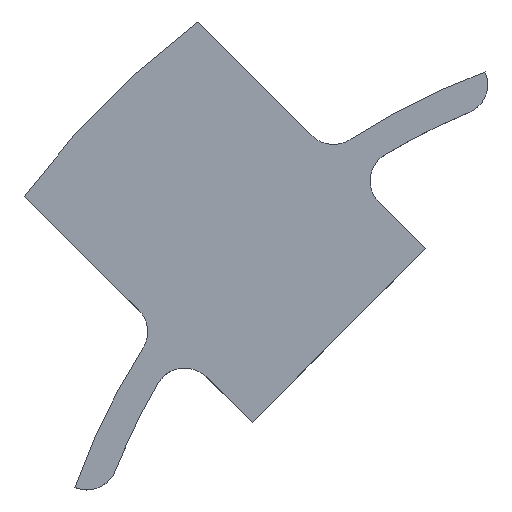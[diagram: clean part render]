
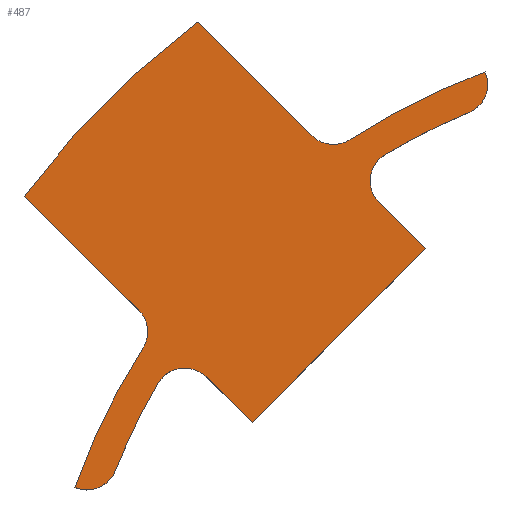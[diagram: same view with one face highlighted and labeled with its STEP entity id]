
A CAD part, top view. The second image highlights one B-rep face of the part: STEP entity #487.
In plain terms, the highlighted face is planar.
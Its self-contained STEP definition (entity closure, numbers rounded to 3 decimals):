
#50=LINE('',#788,#96);
#53=LINE('',#794,#99);
#54=LINE('',#802,#100);
#55=LINE('',#808,#101);
#56=LINE('',#812,#102);
#57=LINE('',#818,#103);
#58=LINE('',#826,#104);
#96=VECTOR('',#625,1000.);
#99=VECTOR('',#630,1000.);
#100=VECTOR('',#637,1000.);
#101=VECTOR('',#642,1000.);
#102=VECTOR('',#645,1000.);
#103=VECTOR('',#650,1000.);
#104=VECTOR('',#657,1000.);
#159=ORIENTED_EDGE('',*,*,#302,.F.);
#160=ORIENTED_EDGE('',*,*,#299,.T.);
#161=ORIENTED_EDGE('',*,*,#303,.T.);
#162=ORIENTED_EDGE('',*,*,#304,.F.);
#163=ORIENTED_EDGE('',*,*,#305,.F.);
#164=ORIENTED_EDGE('',*,*,#306,.T.);
#165=ORIENTED_EDGE('',*,*,#307,.T.);
#166=ORIENTED_EDGE('',*,*,#308,.F.);
#167=ORIENTED_EDGE('',*,*,#309,.T.);
#168=ORIENTED_EDGE('',*,*,#310,.F.);
#169=ORIENTED_EDGE('',*,*,#311,.T.);
#170=ORIENTED_EDGE('',*,*,#312,.T.);
#171=ORIENTED_EDGE('',*,*,#313,.F.);
#172=ORIENTED_EDGE('',*,*,#314,.F.);
#173=ORIENTED_EDGE('',*,*,#315,.F.);
#174=ORIENTED_EDGE('',*,*,#316,.T.);
#175=ORIENTED_EDGE('',*,*,#317,.T.);
#176=ORIENTED_EDGE('',*,*,#318,.F.);
#299=EDGE_CURVE('',#371,#372,#50,.T.);
#302=EDGE_CURVE('',#371,#373,#53,.T.);
#303=EDGE_CURVE('',#372,#374,#406,.T.);
#304=EDGE_CURVE('',#375,#374,#407,.F.);
#305=EDGE_CURVE('',#376,#375,#408,.T.);
#306=EDGE_CURVE('',#376,#377,#54,.F.);
#307=EDGE_CURVE('',#377,#378,#409,.F.);
#308=EDGE_CURVE('',#379,#378,#410,.F.);
#309=EDGE_CURVE('',#379,#380,#55,.T.);
#310=EDGE_CURVE('',#381,#380,#411,.T.);
#311=EDGE_CURVE('',#381,#382,#56,.T.);
#312=EDGE_CURVE('',#382,#383,#412,.T.);
#313=EDGE_CURVE('',#384,#383,#413,.T.);
#314=EDGE_CURVE('',#385,#384,#57,.T.);
#315=EDGE_CURVE('',#386,#385,#414,.T.);
#316=EDGE_CURVE('',#386,#387,#415,.T.);
#317=EDGE_CURVE('',#387,#388,#416,.T.);
#318=EDGE_CURVE('',#373,#388,#58,.T.);
#371=VERTEX_POINT('',#789);
#372=VERTEX_POINT('',#790);
#373=VERTEX_POINT('',#795);
#374=VERTEX_POINT('',#797);
#375=VERTEX_POINT('',#799);
#376=VERTEX_POINT('',#801);
#377=VERTEX_POINT('',#803);
#378=VERTEX_POINT('',#805);
#379=VERTEX_POINT('',#807);
#380=VERTEX_POINT('',#809);
#381=VERTEX_POINT('',#811);
#382=VERTEX_POINT('',#813);
#383=VERTEX_POINT('',#815);
#384=VERTEX_POINT('',#817);
#385=VERTEX_POINT('',#819);
#386=VERTEX_POINT('',#821);
#387=VERTEX_POINT('',#823);
#388=VERTEX_POINT('',#825);
#406=CIRCLE('',#542,1.);
#407=CIRCLE('',#543,21.);
#408=CIRCLE('',#544,1.);
#409=CIRCLE('',#545,22.5);
#410=CIRCLE('',#546,1.);
#411=CIRCLE('',#547,28.);
#412=CIRCLE('',#548,1.);
#413=CIRCLE('',#549,22.5);
#414=CIRCLE('',#550,1.);
#415=CIRCLE('',#551,21.);
#416=CIRCLE('',#552,1.);
#422=EDGE_LOOP('',(#159,#160,#161,#162,#163,#164,#165,#166,#167,#168,#169,
#170,#171,#172,#173,#174,#175,#176));
#448=FACE_BOUND('',#422,.T.);
#474=PLANE('',#541);
#487=ADVANCED_FACE('',(#448),#474,.F.);
#541=AXIS2_PLACEMENT_3D('',#793,#628,#629);
#542=AXIS2_PLACEMENT_3D('',#796,#631,#632);
#543=AXIS2_PLACEMENT_3D('',#798,#633,#634);
#544=AXIS2_PLACEMENT_3D('',#800,#635,#636);
#545=AXIS2_PLACEMENT_3D('',#804,#638,#639);
#546=AXIS2_PLACEMENT_3D('',#806,#640,#641);
#547=AXIS2_PLACEMENT_3D('',#810,#643,#644);
#548=AXIS2_PLACEMENT_3D('',#814,#646,#647);
#549=AXIS2_PLACEMENT_3D('',#816,#648,#649);
#550=AXIS2_PLACEMENT_3D('',#820,#651,#652);
#551=AXIS2_PLACEMENT_3D('',#822,#653,#654);
#552=AXIS2_PLACEMENT_3D('',#824,#655,#656);
#625=DIRECTION('',(0.71,0.704,0.));
#628=DIRECTION('',(0.,0.,1.));
#629=DIRECTION('',(1.,0.,0.));
#630=DIRECTION('',(0.704,-0.71,0.));
#631=DIRECTION('',(0.,0.,1.));
#632=DIRECTION('',(1.,0.,0.));
#633=DIRECTION('',(0.,0.,1.));
#634=DIRECTION('',(1.,0.,0.));
#635=DIRECTION('',(0.,0.,1.));
#636=DIRECTION('',(1.,0.,0.));
#637=DIRECTION('',(-0.365,-0.931,0.));
#638=DIRECTION('',(0.,0.,1.));
#639=DIRECTION('',(1.,0.,0.));
#640=DIRECTION('',(0.,0.,1.));
#641=DIRECTION('',(1.,0.,0.));
#642=DIRECTION('',(0.71,0.704,0.));
#643=DIRECTION('',(0.,0.,1.));
#644=DIRECTION('',(1.,0.,0.));
#645=DIRECTION('',(-0.71,-0.704,0.));
#646=DIRECTION('',(0.,0.,1.));
#647=DIRECTION('',(1.,0.,0.));
#648=DIRECTION('',(0.,0.,1.));
#649=DIRECTION('',(1.,0.,0.));
#650=DIRECTION('',(0.936,0.353,0.));
#651=DIRECTION('',(0.,0.,1.));
#652=DIRECTION('',(1.,0.,0.));
#653=DIRECTION('',(0.,0.,1.));
#654=DIRECTION('',(1.,0.,0.));
#655=DIRECTION('',(0.,0.,1.));
#656=DIRECTION('',(1.,0.,0.));
#657=DIRECTION('',(0.71,0.704,0.));
#788=CARTESIAN_POINT('',(15.078,20.595,0.));
#789=CARTESIAN_POINT('',(9.428,14.989,0.));
#790=CARTESIAN_POINT('',(10.929,16.479,0.));
#793=CARTESIAN_POINT('',(0.,0.,0.));
#794=CARTESIAN_POINT('',(12.245,12.15,0.));
#795=CARTESIAN_POINT('',(15.063,9.31,0.));
#796=CARTESIAN_POINT('',(10.225,17.189,0.));
#797=CARTESIAN_POINT('',(10.736,18.048,0.));
#798=CARTESIAN_POINT('',(0.,0.,0.));
#799=CARTESIAN_POINT('',(8.014,19.411,0.));
#800=CARTESIAN_POINT('',(8.396,20.335,0.));
#801=CARTESIAN_POINT('',(7.465,20.7,0.));
#802=CARTESIAN_POINT('',(3.287,10.046,0.));
#803=CARTESIAN_POINT('',(7.48,20.74,0.));
#804=CARTESIAN_POINT('',(-0.355,-0.352,0.));
#805=CARTESIAN_POINT('',(11.88,18.531,0.));
#806=CARTESIAN_POINT('',(12.423,19.37,0.));
#807=CARTESIAN_POINT('',(13.128,18.66,0.));
#808=CARTESIAN_POINT('',(15.078,20.595,0.));
#809=CARTESIAN_POINT('',(16.855,22.358,0.));
#810=CARTESIAN_POINT('',(0.,0.,0.));
#811=CARTESIAN_POINT('',(22.49,16.679,0.));
#812=CARTESIAN_POINT('',(15.775,10.017,0.));
#813=CARTESIAN_POINT('',(18.762,12.981,0.));
#814=CARTESIAN_POINT('',(19.467,12.271,0.));
#815=CARTESIAN_POINT('',(18.623,11.734,0.));
#816=CARTESIAN_POINT('',(-0.355,-0.352,0.));
#817=CARTESIAN_POINT('',(20.839,7.201,0.));
#818=CARTESIAN_POINT('',(0.218,-0.577,0.));
#819=CARTESIAN_POINT('',(20.799,7.186,0.));
#820=CARTESIAN_POINT('',(20.446,8.122,0.));
#821=CARTESIAN_POINT('',(19.517,7.753,0.));
#822=CARTESIAN_POINT('',(0.,0.,0.));
#823=CARTESIAN_POINT('',(18.132,10.594,0.));
#824=CARTESIAN_POINT('',(17.268,10.09,0.));
#825=CARTESIAN_POINT('',(16.564,10.8,0.));
#826=CARTESIAN_POINT('',(2.817,-2.839,0.));
